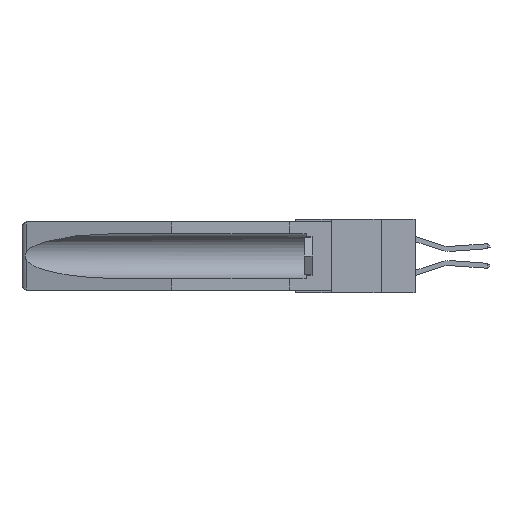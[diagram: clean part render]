
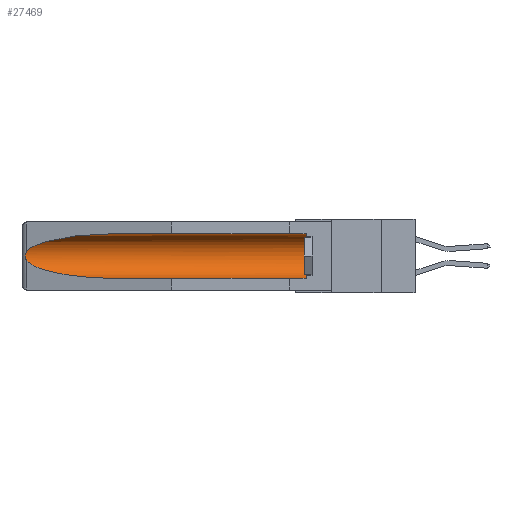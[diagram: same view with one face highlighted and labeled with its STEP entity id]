
A CAD part, left-side view. The second image highlights one B-rep face of the part: STEP entity #27469.
In plain terms, the highlighted cylindrical face has radius 2.857 mm (diameter 5.715 mm), a partial arc.
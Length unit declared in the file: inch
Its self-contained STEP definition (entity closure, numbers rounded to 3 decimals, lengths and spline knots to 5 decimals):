
#132 = CARTESIAN_POINT ( 'NONE',  ( 0.21114, 1.30732, -0.284 ) ) ;
#1567 = CARTESIAN_POINT ( 'NONE',  ( 0.2673, 1.53269, -0.17917 ) ) ;
#1901 = CARTESIAN_POINT ( 'NONE',  ( 0.25451, 1.48313, -0.09465 ) ) ;
#2628 = FACE_OUTER_BOUND ( 'NONE', #13593, .T. ) ;
#3693 = CARTESIAN_POINT ( 'NONE',  ( 0.2675, 1.53308, -0.17534 ) ) ;
#3870 = DIRECTION ( 'NONE',  ( 0., 1., 0. ) ) ;
#5620 = DIRECTION ( 'NONE',  ( 0., 0., 1. ) ) ;
#7384 = ORIENTED_EDGE ( 'NONE', *, *, #14530, .T. ) ;
#8670 = CARTESIAN_POINT ( 'NONE',  ( 0.26597, 1.52961, -0.15275 ) ) ;
#9077 = CARTESIAN_POINT ( 'NONE',  ( 0.26537, 1.52718, -0.19328 ) ) ;
#9287 = CARTESIAN_POINT ( 'NONE',  ( 0.155, -0.30754, -0.1715 ) ) ;
#9687 = CIRCLE ( 'NONE', #17931, 0.1125 ) ;
#12711 = CARTESIAN_POINT ( 'NONE',  ( 0.26537, 1.52718, -0.19328 ) ) ;
#12802 = CARTESIAN_POINT ( 'NONE',  ( 0.26537, 1.52718, -0.14972 ) ) ;
#13089 = LINE ( 'NONE', #25593, #32426 ) ;
#13517 = DIRECTION ( 'NONE',  ( 0., -1., 0. ) ) ;
#13593 = EDGE_LOOP ( 'NONE', ( #18401, #22486, #7384, #29577, #20890, #23029 ) ) ;
#13720 = CARTESIAN_POINT ( 'NONE',  ( 0.2673, 1.5327, -0.16383 ) ) ;
#13944 = CARTESIAN_POINT ( 'NONE',  ( 0.26537, 1.52718, -0.19328 ) ) ;
#14329 = DIRECTION ( 'NONE',  ( 0., 0., 1. ) ) ;
#14339 = VERTEX_POINT ( 'NONE', #22646 ) ;
#14530 = EDGE_CURVE ( 'NONE', #25688, #18564, #24144, .T. ) ;
#15179 = EDGE_CURVE ( 'NONE', #18771, #18564, #13089, .T. ) ;
#15368 = CARTESIAN_POINT ( 'NONE',  ( 0.155, 1.07973, -0.059 ) ) ;
#16008 = EDGE_CURVE ( 'NONE', #21494, #25688, #29470, .T. ) ;
#17165 = VERTEX_POINT ( 'NONE', #28388 ) ;
#17808 = CARTESIAN_POINT ( 'NONE',  ( 0.155, 0.126, -0.284 ) ) ;
#17931 = AXIS2_PLACEMENT_3D ( 'NONE', #22584, #13517, #5620 ) ;
#18401 = ORIENTED_EDGE ( 'NONE', *, *, #21366, .T. ) ;
#18534 = CARTESIAN_POINT ( 'NONE',  ( 0.26537, 1.52718, -0.14972 ) ) ;
#18564 = VERTEX_POINT ( 'NONE', #21943 ) ;
#18771 = VERTEX_POINT ( 'NONE', #17808 ) ;
#20035 = LINE ( 'NONE', #31348, #30267 ) ;
#20727 = EDGE_CURVE ( 'NONE', #14339, #17165, #20035, .T. ) ;
#20890 = ORIENTED_EDGE ( 'NONE', *, *, #22395, .T. ) ;
#21366 = EDGE_CURVE ( 'NONE', #17165, #21494, #30281, .T. ) ;
#21494 = VERTEX_POINT ( 'NONE', #22048 ) ;
#21943 = CARTESIAN_POINT ( 'NONE',  ( 0.155, 1.07973, -0.284 ) ) ;
#21970 = CYLINDRICAL_SURFACE ( 'NONE', #29456, 0.1125 ) ;
#22048 = CARTESIAN_POINT ( 'NONE',  ( 0.26537, 1.52718, -0.14972 ) ) ;
#22395 = EDGE_CURVE ( 'NONE', #18771, #14339, #9687, .T. ) ;
#22486 = ORIENTED_EDGE ( 'NONE', *, *, #16008, .T. ) ;
#22584 = CARTESIAN_POINT ( 'NONE',  ( 0.155, 0.126, -0.1715 ) ) ;
#22646 = CARTESIAN_POINT ( 'NONE',  ( 0.155, 0.126, -0.059 ) ) ;
#22740 = DIRECTION ( 'NONE',  ( 0., 1., 0. ) ) ;
#23029 = ORIENTED_EDGE ( 'NONE', *, *, #20727, .T. ) ;
#23073 = CARTESIAN_POINT ( 'NONE',  ( 0.26655, 1.53094, -0.18657 ) ) ;
#23177 = CARTESIAN_POINT ( 'NONE',  ( 0.155, 1.07973, -0.284 ) ) ;
#24144 =( BOUNDED_CURVE ( )  B_SPLINE_CURVE ( 3, ( #12711, #28007, #132, #23177 ),
 .UNSPECIFIED., .F., .F. ) 
 B_SPLINE_CURVE_WITH_KNOTS ( ( 4, 4 ),
 ( 0.1948, 1.5708 ),
 .UNSPECIFIED. ) 
 CURVE ( )  GEOMETRIC_REPRESENTATION_ITEM ( )  RATIONAL_B_SPLINE_CURVE ( ( 1., 0.848, 0.848, 1. ) ) 
 REPRESENTATION_ITEM ( '' )  );
#25185 = CARTESIAN_POINT ( 'NONE',  ( 0.21114, 1.30732, -0.059 ) ) ;
#25593 = CARTESIAN_POINT ( 'NONE',  ( 0.155, -0.30754, -0.284 ) ) ;
#25688 = VERTEX_POINT ( 'NONE', #13944 ) ;
#26285 = CARTESIAN_POINT ( 'NONE',  ( 0.26654, 1.53092, -0.15636 ) ) ;
#26741 = DIRECTION ( 'NONE',  ( 0., 1., 0. ) ) ;
#27469 = ADVANCED_FACE ( 'NONE', ( #2628 ), #21970, .F. ) ;
#28007 = CARTESIAN_POINT ( 'NONE',  ( 0.25451, 1.48313, -0.24835 ) ) ;
#28120 = CARTESIAN_POINT ( 'NONE',  ( 0.26597, 1.5296, -0.19026 ) ) ;
#28388 = CARTESIAN_POINT ( 'NONE',  ( 0.155, 1.07973, -0.059 ) ) ;
#29456 = AXIS2_PLACEMENT_3D ( 'NONE', #9287, #3870, #14329 ) ;
#29470 = B_SPLINE_CURVE_WITH_KNOTS ( 'NONE', 3,
 ( #18534, #8670, #26285, #13720, #31336, #3693, #1567, #23073, #28120, #9077 ),
 .UNSPECIFIED., .F., .F.,
 ( 4, 2, 2, 2, 4 ),
 ( 0., 0.00029, 0.00058, 0.00087, 0.00117 ),
 .UNSPECIFIED. ) ;
#29577 = ORIENTED_EDGE ( 'NONE', *, *, #15179, .F. ) ;
#30267 = VECTOR ( 'NONE', #26741, 39.37008 ) ;
#30281 =( BOUNDED_CURVE ( )  B_SPLINE_CURVE ( 3, ( #15368, #25185, #1901, #12802 ),
 .UNSPECIFIED., .F., .F. ) 
 B_SPLINE_CURVE_WITH_KNOTS ( ( 4, 4 ),
 ( 4.71239, 6.08839 ),
 .UNSPECIFIED. ) 
 CURVE ( )  GEOMETRIC_REPRESENTATION_ITEM ( )  RATIONAL_B_SPLINE_CURVE ( ( 1., 0.848, 0.848, 1. ) ) 
 REPRESENTATION_ITEM ( '' )  );
#31336 = CARTESIAN_POINT ( 'NONE',  ( 0.2675, 1.53308, -0.16763 ) ) ;
#31348 = CARTESIAN_POINT ( 'NONE',  ( 0.155, -0.30754, -0.059 ) ) ;
#32426 = VECTOR ( 'NONE', #22740, 39.37008 ) ;
